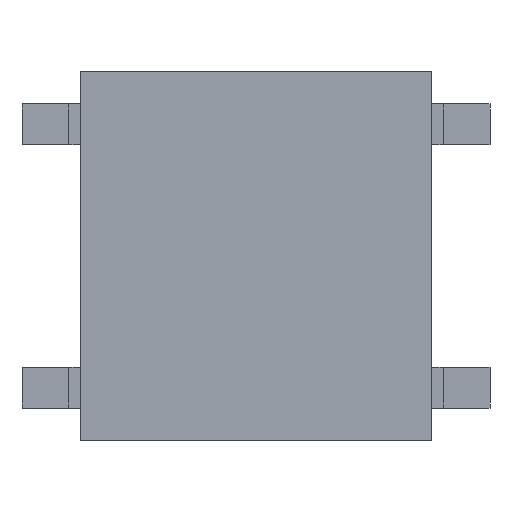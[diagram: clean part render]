
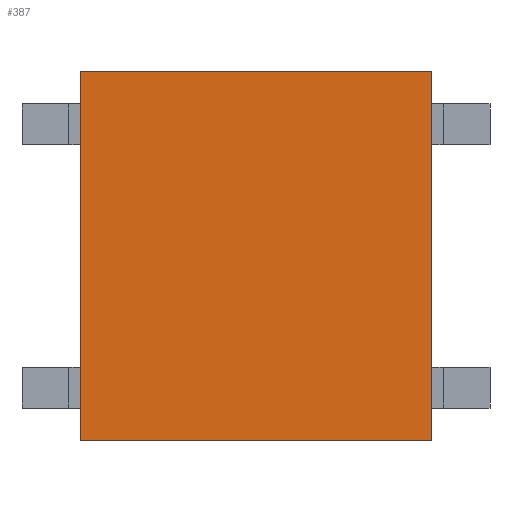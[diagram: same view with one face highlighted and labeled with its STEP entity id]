
A CAD part, front view. The second image highlights one B-rep face of the part: STEP entity #387.
In plain terms, the highlighted planar face has unit normal (0, -1, 0).
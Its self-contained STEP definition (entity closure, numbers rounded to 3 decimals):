
#351 = EDGE_CURVE('',#352,#354,#356,.T.);
#352 = VERTEX_POINT('',#353);
#353 = CARTESIAN_POINT('',(-3.,0.,-3.15));
#354 = VERTEX_POINT('',#355);
#355 = CARTESIAN_POINT('',(-3.,0.,3.15));
#356 = LINE('',#357,#358);
#357 = CARTESIAN_POINT('',(-3.,0.,-3.15));
#358 = VECTOR('',#359,1.);
#359 = DIRECTION('',(0.,0.,1.));
#387 = ADVANCED_FACE('',(#388),#413,.F.);
#388 = FACE_BOUND('',#389,.T.);
#389 = EDGE_LOOP('',(#390,#391,#399,#407));
#390 = ORIENTED_EDGE('',*,*,#351,.F.);
#391 = ORIENTED_EDGE('',*,*,#392,.F.);
#392 = EDGE_CURVE('',#393,#352,#395,.T.);
#393 = VERTEX_POINT('',#394);
#394 = CARTESIAN_POINT('',(3.,0.,-3.15));
#395 = LINE('',#396,#397);
#396 = CARTESIAN_POINT('',(-3.,0.,-3.15));
#397 = VECTOR('',#398,1.);
#398 = DIRECTION('',(-1.,0.,0.));
#399 = ORIENTED_EDGE('',*,*,#400,.F.);
#400 = EDGE_CURVE('',#401,#393,#403,.T.);
#401 = VERTEX_POINT('',#402);
#402 = CARTESIAN_POINT('',(3.,0.,3.15));
#403 = LINE('',#404,#405);
#404 = CARTESIAN_POINT('',(3.,0.,-3.15));
#405 = VECTOR('',#406,1.);
#406 = DIRECTION('',(0.,0.,-1.));
#407 = ORIENTED_EDGE('',*,*,#408,.F.);
#408 = EDGE_CURVE('',#354,#401,#409,.T.);
#409 = LINE('',#410,#411);
#410 = CARTESIAN_POINT('',(-3.,0.,3.15));
#411 = VECTOR('',#412,1.);
#412 = DIRECTION('',(1.,0.,0.));
#413 = PLANE('',#414);
#414 = AXIS2_PLACEMENT_3D('',#415,#416,#417);
#415 = CARTESIAN_POINT('',(-3.,0.,3.15));
#416 = DIRECTION('',(0.,1.,0.));
#417 = DIRECTION('',(0.,-0.,1.));
